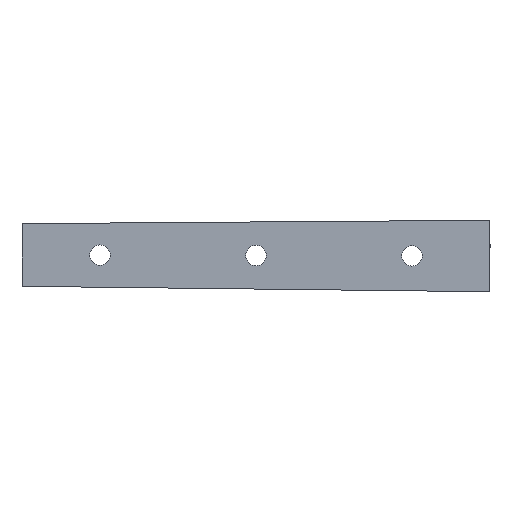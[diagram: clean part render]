
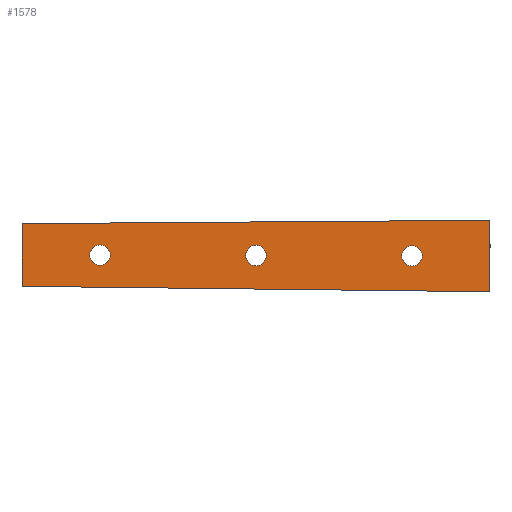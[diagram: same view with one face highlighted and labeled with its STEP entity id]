
A CAD part, left-side view. The second image highlights one B-rep face of the part: STEP entity #1578.
In plain terms, the highlighted planar face has unit normal (-1, 0, 0).
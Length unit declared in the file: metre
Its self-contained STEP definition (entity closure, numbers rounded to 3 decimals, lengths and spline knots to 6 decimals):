
#9 = ORIENTED_EDGE ( 'NONE', *, *, #6019, .T. ) ;
#92 = EDGE_CURVE ( 'NONE', #8116, #516, #2688, .T. ) ;
#192 = DIRECTION ( 'NONE',  ( 0., 0., 1. ) ) ;
#211 = EDGE_CURVE ( 'NONE', #3880, #8116, #1755, .T. ) ;
#228 = DIRECTION ( 'NONE',  ( -1., 0., 0. ) ) ;
#236 = CARTESIAN_POINT ( 'NONE',  ( 0.07695, 0.2895, -0.002591 ) ) ;
#269 = AXIS2_PLACEMENT_3D ( 'NONE', #7087, #280, #9516 ) ;
#280 = DIRECTION ( 'NONE',  ( -1., 0., 0. ) ) ;
#402 = CARTESIAN_POINT ( 'NONE',  ( 0.07695, 0.302, -0.007586 ) ) ;
#516 = VERTEX_POINT ( 'NONE', #402 ) ;
#558 = DIRECTION ( 'NONE',  ( 0., 0., 1. ) ) ;
#577 = EDGE_CURVE ( 'NONE', #3088, #8688, #6428, .T. ) ;
#627 = VECTOR ( 'NONE', #9558, 1. ) ;
#702 = CARTESIAN_POINT ( 'NONE',  ( 0.07695, 0.2895, -0.000959 ) ) ;
#848 = DIRECTION ( 'NONE',  ( 0., -1., 0.007 ) ) ;
#991 = VERTEX_POINT ( 'NONE', #5140 ) ;
#1039 = CARTESIAN_POINT ( 'NONE',  ( 0.07695, 0.2645, -0.002645 ) ) ;
#1308 = FACE_BOUND ( 'NONE', #5464, .T. ) ;
#1322 = DIRECTION ( 'NONE',  ( 0., 0., 1. ) ) ;
#1488 = CIRCLE ( 'NONE', #8891, 0.001632 ) ;
#1544 = CARTESIAN_POINT ( 'NONE',  ( 0.07695, 0.227, 0.002997 ) ) ;
#1578 = ADVANCED_FACE ( 'NONE', ( #5940, #9022, #1308, #6797 ), #3819, .T. ) ;
#1731 = CIRCLE ( 'NONE', #7190, 0.001632 ) ;
#1737 = ORIENTED_EDGE ( 'NONE', *, *, #5843, .F. ) ;
#1755 = LINE ( 'NONE', #7941, #627 ) ;
#1817 = DIRECTION ( 'NONE',  ( 0., 0., 1. ) ) ;
#1876 = ORIENTED_EDGE ( 'NONE', *, *, #211, .F. ) ;
#2146 = EDGE_LOOP ( 'NONE', ( #5417, #1737 ) ) ;
#2311 = VERTEX_POINT ( 'NONE', #6133 ) ;
#2330 = DIRECTION ( 'NONE',  ( 0., 1., 0.012 ) ) ;
#2660 = ORIENTED_EDGE ( 'NONE', *, *, #577, .F. ) ;
#2688 = LINE ( 'NONE', #2977, #4176 ) ;
#2781 = CARTESIAN_POINT ( 'NONE',  ( 0.07695, 0.2395, -0.004332 ) ) ;
#2940 = DIRECTION ( 'NONE',  ( -1., 0., 0. ) ) ;
#2977 = CARTESIAN_POINT ( 'NONE',  ( 0.07695, 0.229375, -0.008424 ) ) ;
#3024 = DIRECTION ( 'NONE',  ( -1., 0., 0. ) ) ;
#3088 = VERTEX_POINT ( 'NONE', #3308 ) ;
#3184 = AXIS2_PLACEMENT_3D ( 'NONE', #236, #5643, #1817 ) ;
#3308 = CARTESIAN_POINT ( 'NONE',  ( 0.07695, 0.2395, -0.001068 ) ) ;
#3440 = DIRECTION ( 'NONE',  ( -1., 0., 0. ) ) ;
#3454 = ORIENTED_EDGE ( 'NONE', *, *, #8114, .F. ) ;
#3609 = ORIENTED_EDGE ( 'NONE', *, *, #4488, .F. ) ;
#3819 = PLANE ( 'NONE',  #5466 ) ;
#3837 = CARTESIAN_POINT ( 'NONE',  ( 0.07695, 0.302, 0.001565 ) ) ;
#3880 = VERTEX_POINT ( 'NONE', #1544 ) ;
#3982 = VECTOR ( 'NONE', #6205, 1. ) ;
#4023 = CIRCLE ( 'NONE', #3184, 0.001632 ) ;
#4029 = CARTESIAN_POINT ( 'NONE',  ( 0.07695, 0.2395, -0.0027 ) ) ;
#4176 = VECTOR ( 'NONE', #2330, 1. ) ;
#4327 = VERTEX_POINT ( 'NONE', #9697 ) ;
#4488 = EDGE_CURVE ( 'NONE', #7958, #991, #4023, .T. ) ;
#4501 = AXIS2_PLACEMENT_3D ( 'NONE', #7658, #2940, #558 ) ;
#4644 = CIRCLE ( 'NONE', #269, 0.001632 ) ;
#5140 = CARTESIAN_POINT ( 'NONE',  ( 0.07695, 0.2895, -0.004223 ) ) ;
#5384 = DIRECTION ( 'NONE',  ( 0., 0., -1. ) ) ;
#5417 = ORIENTED_EDGE ( 'NONE', *, *, #6297, .F. ) ;
#5464 = EDGE_LOOP ( 'NONE', ( #9152, #3609 ) ) ;
#5466 = AXIS2_PLACEMENT_3D ( 'NONE', #7592, #3024, #5384 ) ;
#5602 = VERTEX_POINT ( 'NONE', #6310 ) ;
#5643 = DIRECTION ( 'NONE',  ( -1., 0., 0. ) ) ;
#5843 = EDGE_CURVE ( 'NONE', #2311, #4327, #8489, .T. ) ;
#5940 = FACE_BOUND ( 'NONE', #6113, .T. ) ;
#5948 = ORIENTED_EDGE ( 'NONE', *, *, #8961, .F. ) ;
#6019 = EDGE_CURVE ( 'NONE', #5602, #516, #7663, .T. ) ;
#6113 = EDGE_LOOP ( 'NONE', ( #5948, #2660 ) ) ;
#6133 = CARTESIAN_POINT ( 'NONE',  ( 0.07695, 0.2645, -0.001013 ) ) ;
#6205 = DIRECTION ( 'NONE',  ( 0., 0., -1. ) ) ;
#6297 = EDGE_CURVE ( 'NONE', #4327, #2311, #1731, .T. ) ;
#6310 = CARTESIAN_POINT ( 'NONE',  ( 0.07695, 0.302, 0.00246 ) ) ;
#6428 = CIRCLE ( 'NONE', #4501, 0.001632 ) ;
#6556 = AXIS2_PLACEMENT_3D ( 'NONE', #6666, #3440, #1322 ) ;
#6666 = CARTESIAN_POINT ( 'NONE',  ( 0.07695, 0.2645, -0.002645 ) ) ;
#6797 = FACE_OUTER_BOUND ( 'NONE', #7296, .T. ) ;
#6899 = LINE ( 'NONE', #9986, #9627 ) ;
#7087 = CARTESIAN_POINT ( 'NONE',  ( 0.07695, 0.2895, -0.002591 ) ) ;
#7093 = DIRECTION ( 'NONE',  ( -1., 0., 0. ) ) ;
#7190 = AXIS2_PLACEMENT_3D ( 'NONE', #1039, #228, #7226 ) ;
#7226 = DIRECTION ( 'NONE',  ( 0., 0., 1. ) ) ;
#7296 = EDGE_LOOP ( 'NONE', ( #3454, #9, #9156, #1876 ) ) ;
#7412 = EDGE_CURVE ( 'NONE', #991, #7958, #4644, .T. ) ;
#7592 = CARTESIAN_POINT ( 'NONE',  ( 0.07695, 0.427, 0.001565 ) ) ;
#7658 = CARTESIAN_POINT ( 'NONE',  ( 0.07695, 0.2395, -0.0027 ) ) ;
#7663 = LINE ( 'NONE', #3837, #3982 ) ;
#7941 = CARTESIAN_POINT ( 'NONE',  ( 0.07695, 0.227, 0.001565 ) ) ;
#7958 = VERTEX_POINT ( 'NONE', #702 ) ;
#8114 = EDGE_CURVE ( 'NONE', #5602, #3880, #6899, .T. ) ;
#8116 = VERTEX_POINT ( 'NONE', #8520 ) ;
#8489 = CIRCLE ( 'NONE', #6556, 0.001632 ) ;
#8520 = CARTESIAN_POINT ( 'NONE',  ( 0.07695, 0.227, -0.008452 ) ) ;
#8688 = VERTEX_POINT ( 'NONE', #2781 ) ;
#8891 = AXIS2_PLACEMENT_3D ( 'NONE', #4029, #7093, #192 ) ;
#8961 = EDGE_CURVE ( 'NONE', #8688, #3088, #1488, .T. ) ;
#9022 = FACE_BOUND ( 'NONE', #2146, .T. ) ;
#9152 = ORIENTED_EDGE ( 'NONE', *, *, #7412, .F. ) ;
#9156 = ORIENTED_EDGE ( 'NONE', *, *, #92, .F. ) ;
#9516 = DIRECTION ( 'NONE',  ( 0., 0., 1. ) ) ;
#9558 = DIRECTION ( 'NONE',  ( 0., 0., -1. ) ) ;
#9627 = VECTOR ( 'NONE', #848, 1. ) ;
#9697 = CARTESIAN_POINT ( 'NONE',  ( 0.07695, 0.2645, -0.004277 ) ) ;
#9986 = CARTESIAN_POINT ( 'NONE',  ( 0.07695, 0.229375, 0.00298 ) ) ;
